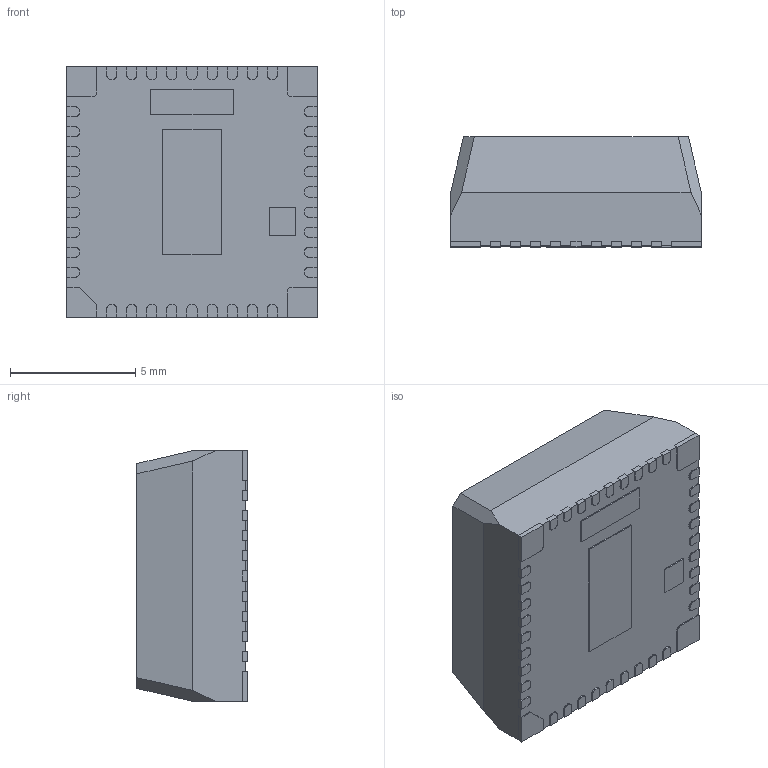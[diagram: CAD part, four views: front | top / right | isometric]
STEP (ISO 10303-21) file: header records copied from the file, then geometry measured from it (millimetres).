
FILE_DESCRIPTION (( 'STEP AP214' ), '1' );
FILE_NAME ('LMZ36002RVQT.STEP', '2021-02-22T21:30:33', ( '' ), ( '' ), 'SwSTEP 2.0', 'SolidWorks 2017', '' );
FILE_SCHEMA (( 'AUTOMOTIVE_DESIGN' ));
Length unit declared in the file: millimetre
Products named in the file (1): LMZ36002RVQT
Bounding box: 10 x 4.4 x 10 mm (x, y, z)
Volume: 413.3 mm3; surface area: 433.1 mm2
Topology: 45 solids, 45 shells, 590 faces, 1494 edges, 996 vertices
Faces by surface type: plane 434, cylinder 156
Entity records: 18100 total; most frequent: CARTESIAN_POINT 3081, ORIENTED_EDGE 2988, DIRECTION 2988, EDGE_CURVE 1494, VECTOR 1182, LINE 1182, VERTEX_POINT 996, AXIS2_PLACEMENT_3D 903
